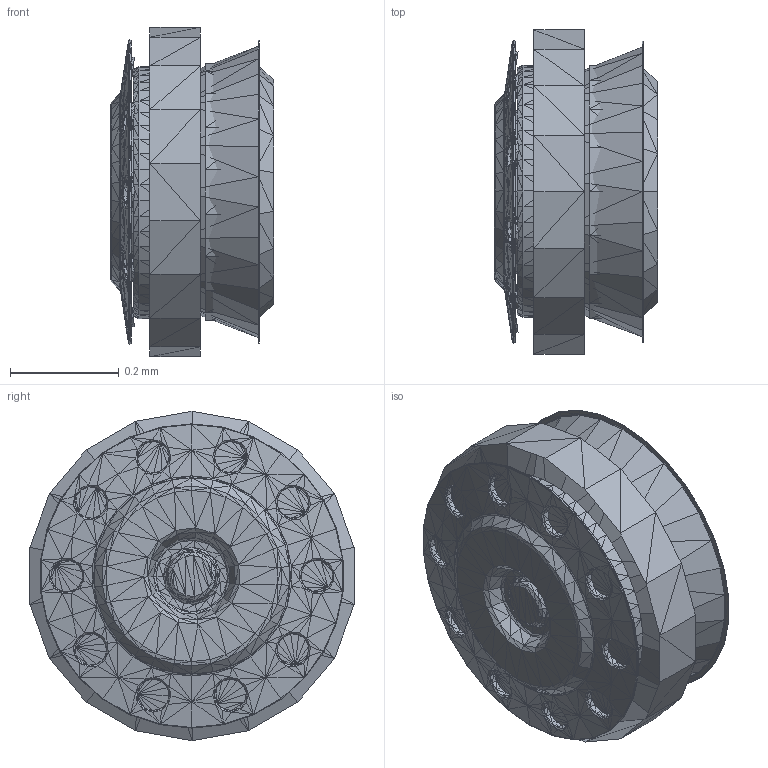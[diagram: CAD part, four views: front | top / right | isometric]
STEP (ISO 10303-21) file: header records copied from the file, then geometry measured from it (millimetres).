
FILE_DESCRIPTION (( 'STEP AP203' ), '1' );
FILE_NAME ('Wheels WheelF_Default_sldprt.STEP', '2019-12-14T22:33:51', ( '' ), ( '' ), 'SwSTEP 2.0', 'SolidWorks 2017', '' );
FILE_SCHEMA (( 'CONFIG_CONTROL_DESIGN' ));
Length unit declared in the file: millimetre
Products named in the file (1): Wheels WheelF_Default_sldprt
Bounding box: 0.3 x 0.59 x 0.6 mm (x, y, z)
Surface area: 1.6 mm2 (no closed solid volume)
Topology: 0 solids, 5 shells, 2153 faces, 3328 edges, 1177 vertices
Faces by surface type: plane 2153
Entity records: 42766 total; most frequent: DIRECTION 7636, CARTESIAN_POINT 6659, ORIENTED_EDGE 6459, LINE 3328, VECTOR 3328, EDGE_CURVE 3328, AXIS2_PLACEMENT_3D 2154, PLANE 2153
